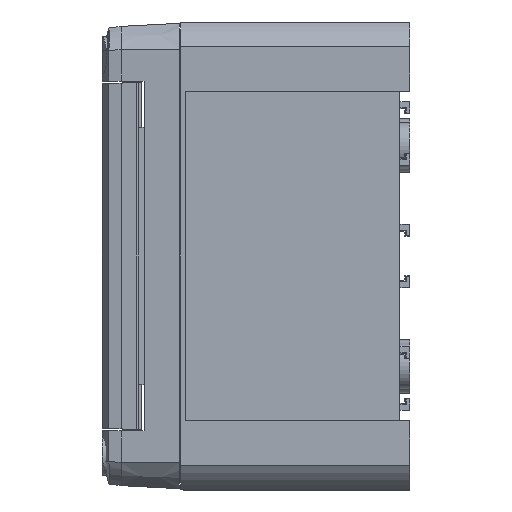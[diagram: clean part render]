
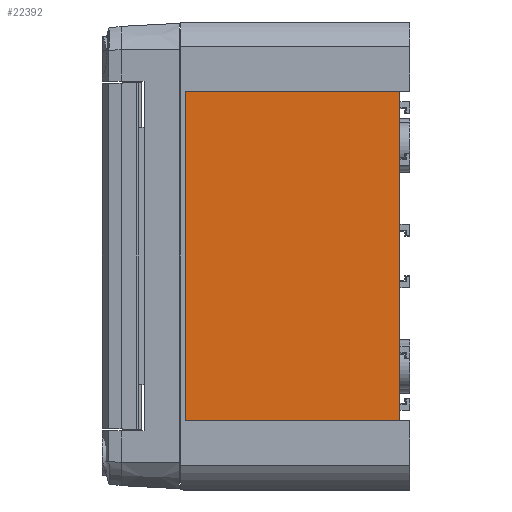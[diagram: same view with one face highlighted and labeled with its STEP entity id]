
A CAD part, left-side view. The second image highlights one B-rep face of the part: STEP entity #22392.
In plain terms, the highlighted planar face has unit normal (-1, 0, 0).
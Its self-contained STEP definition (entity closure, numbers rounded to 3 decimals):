
#55 = EDGE_CURVE ( 'NONE', #5435, #20263, #4268, .T. ) ;
#637 = VERTEX_POINT ( 'NONE', #12894 ) ;
#693 = DIRECTION ( 'NONE',  ( 0., 0., 1. ) ) ;
#806 = DIRECTION ( 'NONE',  ( -1., 0., 0. ) ) ;
#1669 = LINE ( 'NONE', #18691, #2036 ) ;
#2017 = LINE ( 'NONE', #21174, #5379 ) ;
#2036 = VECTOR ( 'NONE', #10461, 1000. ) ;
#2399 = DIRECTION ( 'NONE',  ( 0., 0., -1. ) ) ;
#2427 = DIRECTION ( 'NONE',  ( 0., 0., 1. ) ) ;
#2517 = CARTESIAN_POINT ( 'NONE',  ( -118.841, 87.5, -67.2 ) ) ;
#2854 = EDGE_LOOP ( 'NONE', ( #4965, #13146, #14104, #4880 ) ) ;
#3752 = VECTOR ( 'NONE', #2427, 1000. ) ;
#4123 = AXIS2_PLACEMENT_3D ( 'NONE', #9387, #806, #693 ) ;
#4268 = LINE ( 'NONE', #11227, #3752 ) ;
#4880 = ORIENTED_EDGE ( 'NONE', *, *, #10553, .T. ) ;
#4965 = ORIENTED_EDGE ( 'NONE', *, *, #5690, .T. ) ;
#5379 = VECTOR ( 'NONE', #10580, 1000. ) ;
#5435 = VERTEX_POINT ( 'NONE', #21086 ) ;
#5690 = EDGE_CURVE ( 'NONE', #637, #5435, #1669, .T. ) ;
#7679 = PLANE ( 'NONE',  #4123 ) ;
#8006 = CARTESIAN_POINT ( 'NONE',  ( -118.841, 0., 67.2 ) ) ;
#9267 = FACE_OUTER_BOUND ( 'NONE', #2854, .T. ) ;
#9387 = CARTESIAN_POINT ( 'NONE',  ( -118.841, 0., 0. ) ) ;
#10461 = DIRECTION ( 'NONE',  ( 0., -1., 0. ) ) ;
#10553 = EDGE_CURVE ( 'NONE', #10655, #637, #11310, .T. ) ;
#10580 = DIRECTION ( 'NONE',  ( 0., 1., 0. ) ) ;
#10655 = VERTEX_POINT ( 'NONE', #15173 ) ;
#11227 = CARTESIAN_POINT ( 'NONE',  ( -118.841, 0., 0. ) ) ;
#11310 = LINE ( 'NONE', #2517, #11323 ) ;
#11323 = VECTOR ( 'NONE', #2399, 1000. ) ;
#12894 = CARTESIAN_POINT ( 'NONE',  ( -118.841, 87.5, -67.2 ) ) ;
#13146 = ORIENTED_EDGE ( 'NONE', *, *, #55, .T. ) ;
#14104 = ORIENTED_EDGE ( 'NONE', *, *, #18013, .T. ) ;
#15173 = CARTESIAN_POINT ( 'NONE',  ( -118.841, 87.5, 67.2 ) ) ;
#18013 = EDGE_CURVE ( 'NONE', #20263, #10655, #2017, .T. ) ;
#18691 = CARTESIAN_POINT ( 'NONE',  ( -118.841, 87.5, -67.2 ) ) ;
#20263 = VERTEX_POINT ( 'NONE', #8006 ) ;
#21086 = CARTESIAN_POINT ( 'NONE',  ( -118.841, 0., -67.2 ) ) ;
#21174 = CARTESIAN_POINT ( 'NONE',  ( -118.841, 87.5, 67.2 ) ) ;
#22392 = ADVANCED_FACE ( 'NONE', ( #9267 ), #7679, .T. ) ;
